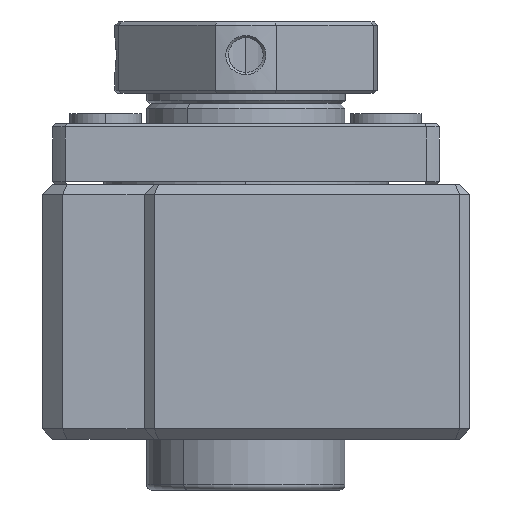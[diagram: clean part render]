
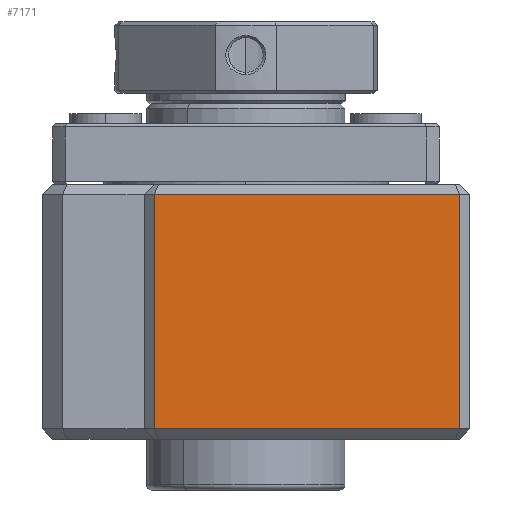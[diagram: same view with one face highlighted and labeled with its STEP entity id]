
A CAD part, left-side view. The second image highlights one B-rep face of the part: STEP entity #7171.
In plain terms, the highlighted planar face has unit normal (-1, 0, 0).
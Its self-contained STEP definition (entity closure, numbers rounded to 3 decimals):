
#294 = EDGE_CURVE ( 'NONE', #6794, #2726, #1063, .T. ) ;
#402 = VECTOR ( 'NONE', #1665, 1000. ) ;
#457 = ORIENTED_EDGE ( 'NONE', *, *, #4876, .T. ) ;
#1063 = LINE ( 'NONE', #2022, #6756 ) ;
#1219 = CARTESIAN_POINT ( 'NONE',  ( 0., 1., 1. ) ) ;
#1362 = CARTESIAN_POINT ( 'NONE',  ( 0., 31., 1. ) ) ;
#1665 = DIRECTION ( 'NONE',  ( 0., 0., -1. ) ) ;
#1804 = DIRECTION ( 'NONE',  ( 0., -1., 0. ) ) ;
#1977 = PLANE ( 'NONE',  #6401 ) ;
#2022 = CARTESIAN_POINT ( 'NONE',  ( 0., 1., 25. ) ) ;
#2302 = CARTESIAN_POINT ( 'NONE',  ( 0., 31., 25. ) ) ;
#2346 = CARTESIAN_POINT ( 'NONE',  ( 0., 0., 24. ) ) ;
#2530 = CARTESIAN_POINT ( 'NONE',  ( 0., 0., 25. ) ) ;
#2561 = VERTEX_POINT ( 'NONE', #5001 ) ;
#2726 = VERTEX_POINT ( 'NONE', #4011 ) ;
#2934 = DIRECTION ( 'NONE',  ( 0., 1., 0. ) ) ;
#3072 = DIRECTION ( 'NONE',  ( 0., 0., -1. ) ) ;
#3277 = EDGE_CURVE ( 'NONE', #2561, #6985, #5952, .T. ) ;
#3283 = EDGE_CURVE ( 'NONE', #2726, #2561, #5771, .T. ) ;
#3409 = ORIENTED_EDGE ( 'NONE', *, *, #294, .T. ) ;
#3580 = ORIENTED_EDGE ( 'NONE', *, *, #3283, .T. ) ;
#3862 = EDGE_LOOP ( 'NONE', ( #6005, #457, #3409, #3580 ) ) ;
#4011 = CARTESIAN_POINT ( 'NONE',  ( 0., 1., 24. ) ) ;
#4305 = VECTOR ( 'NONE', #2934, 1000. ) ;
#4876 = EDGE_CURVE ( 'NONE', #6985, #6794, #6534, .T. ) ;
#5001 = CARTESIAN_POINT ( 'NONE',  ( 0., 31., 24. ) ) ;
#5242 = VECTOR ( 'NONE', #1804, 1000. ) ;
#5589 = CARTESIAN_POINT ( 'NONE',  ( 0., 1., 1. ) ) ;
#5771 = LINE ( 'NONE', #2346, #4305 ) ;
#5952 = LINE ( 'NONE', #2302, #402 ) ;
#6005 = ORIENTED_EDGE ( 'NONE', *, *, #3277, .T. ) ;
#6038 = FACE_OUTER_BOUND ( 'NONE', #3862, .T. ) ;
#6370 = DIRECTION ( 'NONE',  ( 1., 0., 0. ) ) ;
#6401 = AXIS2_PLACEMENT_3D ( 'NONE', #2530, #6370, #3072 ) ;
#6534 = LINE ( 'NONE', #1219, #5242 ) ;
#6756 = VECTOR ( 'NONE', #6984, 1000. ) ;
#6794 = VERTEX_POINT ( 'NONE', #5589 ) ;
#6984 = DIRECTION ( 'NONE',  ( 0., 0., 1. ) ) ;
#6985 = VERTEX_POINT ( 'NONE', #1362 ) ;
#7171 = ADVANCED_FACE ( 'NONE', ( #6038 ), #1977, .F. ) ;
